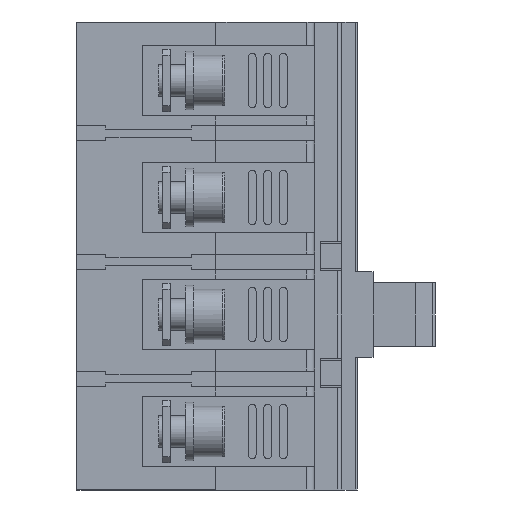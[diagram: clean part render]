
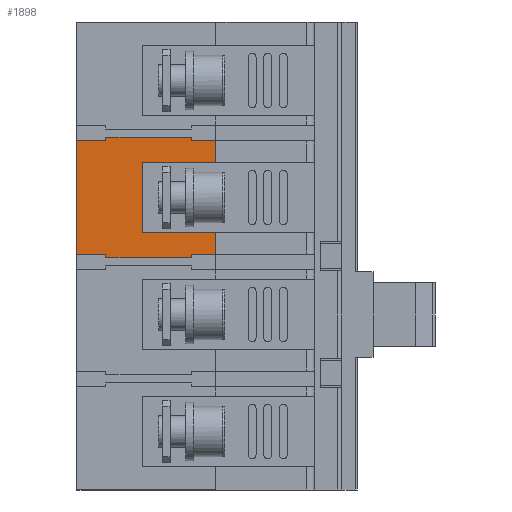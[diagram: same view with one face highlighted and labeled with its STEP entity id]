
A CAD part, front view. The second image highlights one B-rep face of the part: STEP entity #1898.
In plain terms, the highlighted planar face has unit normal (0, -1, 0).
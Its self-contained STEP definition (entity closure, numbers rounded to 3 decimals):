
#1898 = ADVANCED_FACE( '', ( #4590 ), #4591, .F. );
#4590 = FACE_OUTER_BOUND( '', #8281, .T. );
#4591 = PLANE( '', #8282 );
#8281 = EDGE_LOOP( '', ( #13612, #13613, #13614, #13615, #13616, #13617, #13618, #13619, #13620, #13621, #13622, #13623, #13624, #13625, #13626, #13627 ) );
#8282 = AXIS2_PLACEMENT_3D( '', #13628, #13629, #13630 );
#13612 = ORIENTED_EDGE( '', *, *, #23540, .F. );
#13613 = ORIENTED_EDGE( '', *, *, #23541, .T. );
#13614 = ORIENTED_EDGE( '', *, *, #23542, .T. );
#13615 = ORIENTED_EDGE( '', *, *, #23543, .T. );
#13616 = ORIENTED_EDGE( '', *, *, #23101, .T. );
#13617 = ORIENTED_EDGE( '', *, *, #22655, .T. );
#13618 = ORIENTED_EDGE( '', *, *, #23544, .T. );
#13619 = ORIENTED_EDGE( '', *, *, #23253, .T. );
#13620 = ORIENTED_EDGE( '', *, *, #23545, .T. );
#13621 = ORIENTED_EDGE( '', *, *, #23546, .T. );
#13622 = ORIENTED_EDGE( '', *, *, #23547, .F. );
#13623 = ORIENTED_EDGE( '', *, *, #23548, .F. );
#13624 = ORIENTED_EDGE( '', *, *, #23549, .F. );
#13625 = ORIENTED_EDGE( '', *, *, #23550, .F. );
#13626 = ORIENTED_EDGE( '', *, *, #22208, .F. );
#13627 = ORIENTED_EDGE( '', *, *, #23551, .T. );
#13628 = CARTESIAN_POINT( '', ( 0., 0.01, 0. ) );
#13629 = DIRECTION( '', ( 0., 1., 0. ) );
#13630 = DIRECTION( '', ( 0., 0., 1. ) );
#22208 = EDGE_CURVE( '', #26313, #26314, #26315, .T. );
#22655 = EDGE_CURVE( '', #27115, #27116, #27117, .T. );
#23101 = EDGE_CURVE( '', #27876, #27115, #27877, .T. );
#23253 = EDGE_CURVE( '', #28136, #28137, #28138, .T. );
#23540 = EDGE_CURVE( '', #28600, #28601, #28602, .T. );
#23541 = EDGE_CURVE( '', #28600, #28603, #28604, .T. );
#23542 = EDGE_CURVE( '', #28603, #28605, #28606, .T. );
#23543 = EDGE_CURVE( '', #28605, #27876, #28607, .T. );
#23544 = EDGE_CURVE( '', #27116, #28136, #28608, .T. );
#23545 = EDGE_CURVE( '', #28137, #28609, #28610, .T. );
#23546 = EDGE_CURVE( '', #28609, #28611, #28612, .T. );
#23547 = EDGE_CURVE( '', #28613, #28611, #28614, .T. );
#23548 = EDGE_CURVE( '', #28615, #28613, #28616, .T. );
#23549 = EDGE_CURVE( '', #28617, #28615, #28618, .T. );
#23550 = EDGE_CURVE( '', #26314, #28617, #28619, .T. );
#23551 = EDGE_CURVE( '', #26313, #28601, #28620, .T. );
#26313 = VERTEX_POINT( '', #32361 );
#26314 = VERTEX_POINT( '', #32362 );
#26315 = LINE( '', #32363, #32364 );
#27115 = VERTEX_POINT( '', #33599 );
#27116 = VERTEX_POINT( '', #33600 );
#27117 = LINE( '', #33601, #33602 );
#27876 = VERTEX_POINT( '', #34807 );
#27877 = LINE( '', #34808, #34809 );
#28136 = VERTEX_POINT( '', #35194 );
#28137 = VERTEX_POINT( '', #35195 );
#28138 = LINE( '', #35196, #35197 );
#28600 = VERTEX_POINT( '', #35884 );
#28601 = VERTEX_POINT( '', #35885 );
#28602 = LINE( '', #35886, #35887 );
#28603 = VERTEX_POINT( '', #35888 );
#28604 = LINE( '', #35889, #35890 );
#28605 = VERTEX_POINT( '', #35891 );
#28606 = LINE( '', #35892, #35893 );
#28607 = LINE( '', #35894, #35895 );
#28608 = LINE( '', #35896, #35897 );
#28609 = VERTEX_POINT( '', #35898 );
#28610 = LINE( '', #35899, #35900 );
#28611 = VERTEX_POINT( '', #35901 );
#28612 = LINE( '', #35902, #35903 );
#28613 = VERTEX_POINT( '', #35904 );
#28614 = LINE( '', #35905, #35906 );
#28615 = VERTEX_POINT( '', #35907 );
#28616 = LINE( '', #35908, #35909 );
#28617 = VERTEX_POINT( '', #35910 );
#28618 = LINE( '', #35911, #35912 );
#28619 = LINE( '', #35913, #35914 );
#28620 = LINE( '', #35915, #35916 );
#32361 = CARTESIAN_POINT( '', ( 35.719, 0.01, 60.51 ) );
#32362 = CARTESIAN_POINT( '', ( 29.49, 0.01, 60.51 ) );
#32363 = CARTESIAN_POINT( '', ( 29.49, 0.01, 60.51 ) );
#32364 = VECTOR( '', #41979, 1000. );
#33599 = CARTESIAN_POINT( '', ( 29.49, 0.01, 89.49 ) );
#33600 = CARTESIAN_POINT( '', ( 29.49, 0.01, 90.49 ) );
#33601 = CARTESIAN_POINT( '', ( 29.49, 0.01, 89.49 ) );
#33602 = VECTOR( '', #42443, 1000. );
#34807 = CARTESIAN_POINT( '', ( 35.719, 0.01, 89.49 ) );
#34808 = CARTESIAN_POINT( '', ( 35.719, 0.01, 89.49 ) );
#34809 = VECTOR( '', #42858, 1000. );
#35194 = CARTESIAN_POINT( '', ( 7.51, 0.01, 90.49 ) );
#35195 = CARTESIAN_POINT( '', ( 7.51, 0.01, 89.49 ) );
#35196 = CARTESIAN_POINT( '', ( 7.51, 0.01, 90.49 ) );
#35197 = VECTOR( '', #42997, 1000. );
#35884 = CARTESIAN_POINT( '', ( 17., 0.01, 65.99 ) );
#35885 = CARTESIAN_POINT( '', ( 35.719, 0.01, 65.99 ) );
#35886 = CARTESIAN_POINT( '', ( 17., 0.01, 65.99 ) );
#35887 = VECTOR( '', #43280, 1000. );
#35888 = CARTESIAN_POINT( '', ( 17., 0.01, 84.01 ) );
#35889 = CARTESIAN_POINT( '', ( 17., 0.01, 84. ) );
#35890 = VECTOR( '', #43281, 1000. );
#35891 = CARTESIAN_POINT( '', ( 35.719, 0.01, 84.01 ) );
#35892 = CARTESIAN_POINT( '', ( 0., 0.01, 84.01 ) );
#35893 = VECTOR( '', #43282, 1000. );
#35894 = CARTESIAN_POINT( '', ( 35.719, 0.01, 89.5 ) );
#35895 = VECTOR( '', #43283, 1000. );
#35896 = CARTESIAN_POINT( '', ( 29.49, 0.01, 90.49 ) );
#35897 = VECTOR( '', #43284, 1000. );
#35898 = CARTESIAN_POINT( '', ( 0., 0.01, 89.49 ) );
#35899 = CARTESIAN_POINT( '', ( 7.51, 0.01, 89.49 ) );
#35900 = VECTOR( '', #43285, 1000. );
#35901 = CARTESIAN_POINT( '', ( 0., 0.01, 60.51 ) );
#35902 = CARTESIAN_POINT( '', ( 0., 0.01, 63.5 ) );
#35903 = VECTOR( '', #43286, 1000. );
#35904 = CARTESIAN_POINT( '', ( 7.51, 0.01, 60.51 ) );
#35905 = CARTESIAN_POINT( '', ( 0., 0.01, 60.51 ) );
#35906 = VECTOR( '', #43287, 1000. );
#35907 = CARTESIAN_POINT( '', ( 7.51, 0.01, 59.51 ) );
#35908 = CARTESIAN_POINT( '', ( 7.51, 0.01, 60.51 ) );
#35909 = VECTOR( '', #43288, 1000. );
#35910 = CARTESIAN_POINT( '', ( 29.49, 0.01, 59.51 ) );
#35911 = CARTESIAN_POINT( '', ( 7.51, 0.01, 59.51 ) );
#35912 = VECTOR( '', #43289, 1000. );
#35913 = CARTESIAN_POINT( '', ( 29.49, 0.01, 59.51 ) );
#35914 = VECTOR( '', #43290, 1000. );
#35915 = CARTESIAN_POINT( '', ( 35.719, 0.01, 66. ) );
#35916 = VECTOR( '', #43291, 1000. );
#41979 = DIRECTION( '', ( -1., 0., 0. ) );
#42443 = DIRECTION( '', ( 0., 0., 1. ) );
#42858 = DIRECTION( '', ( -1., 0., 0. ) );
#42997 = DIRECTION( '', ( 0., 0., -1. ) );
#43280 = DIRECTION( '', ( 1., 0., 0. ) );
#43281 = DIRECTION( '', ( 0., 0., 1. ) );
#43282 = DIRECTION( '', ( 1., 0., 0. ) );
#43283 = DIRECTION( '', ( 0., 0., 1. ) );
#43284 = DIRECTION( '', ( -1., 0., 0. ) );
#43285 = DIRECTION( '', ( -1., 0., 0. ) );
#43286 = DIRECTION( '', ( 0., 0., -1. ) );
#43287 = DIRECTION( '', ( -1., 0., 0. ) );
#43288 = DIRECTION( '', ( 0., 0., 1. ) );
#43289 = DIRECTION( '', ( -1., 0., 0. ) );
#43290 = DIRECTION( '', ( 0., 0., -1. ) );
#43291 = DIRECTION( '', ( 0., 0., 1. ) );
